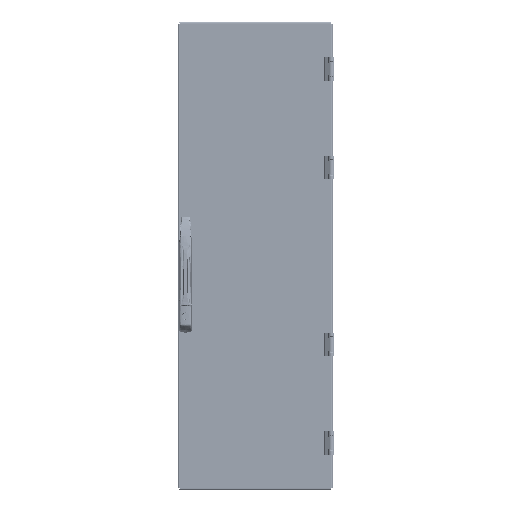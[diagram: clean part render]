
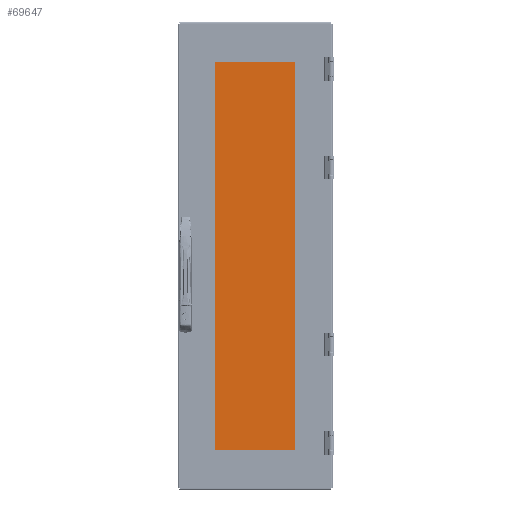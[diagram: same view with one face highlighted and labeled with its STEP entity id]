
A CAD part, top view. The second image highlights one B-rep face of the part: STEP entity #69647.
In plain terms, the highlighted planar face has unit normal (0, 0, 1).
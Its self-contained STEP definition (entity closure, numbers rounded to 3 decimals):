
#188 = LINE ( 'NONE', #53769, #36692 ) ;
#3139 = CARTESIAN_POINT ( 'NONE',  ( 123.25, -511.05, 4. ) ) ;
#6616 = VERTEX_POINT ( 'NONE', #37472 ) ;
#14537 = LINE ( 'NONE', #34709, #77440 ) ;
#15215 = LINE ( 'NONE', #23128, #53429 ) ;
#16578 = LINE ( 'NONE', #17906, #48280 ) ;
#17906 = CARTESIAN_POINT ( 'NONE',  ( -123.25, 511.05, 4. ) ) ;
#18641 = CARTESIAN_POINT ( 'NONE',  ( -123.25, -511.05, 4. ) ) ;
#21032 = ORIENTED_EDGE ( 'NONE', *, *, #40420, .T. ) ;
#23128 = CARTESIAN_POINT ( 'NONE',  ( -123.25, -511.05, 4. ) ) ;
#24512 = DIRECTION ( 'NONE',  ( -1., 0., 0. ) ) ;
#25804 = EDGE_CURVE ( 'NONE', #80474, #6616, #14537, .T. ) ;
#27501 = VERTEX_POINT ( 'NONE', #60123 ) ;
#34709 = CARTESIAN_POINT ( 'NONE',  ( 123.25, -511.05, 4. ) ) ;
#36692 = VECTOR ( 'NONE', #41848, 1000. ) ;
#37472 = CARTESIAN_POINT ( 'NONE',  ( 123.25, 511.05, 4. ) ) ;
#39513 = EDGE_CURVE ( 'NONE', #71376, #80474, #15215, .T. ) ;
#40420 = EDGE_CURVE ( 'NONE', #27501, #71376, #188, .T. ) ;
#41286 = CARTESIAN_POINT ( 'NONE',  ( 0., 0., 4. ) ) ;
#41848 = DIRECTION ( 'NONE',  ( 0., -1., 0. ) ) ;
#43357 = AXIS2_PLACEMENT_3D ( 'NONE', #41286, #69799, #76390 ) ;
#46678 = ORIENTED_EDGE ( 'NONE', *, *, #25804, .T. ) ;
#48280 = VECTOR ( 'NONE', #24512, 1000. ) ;
#49881 = DIRECTION ( 'NONE',  ( 1., 0., 0. ) ) ;
#53429 = VECTOR ( 'NONE', #49881, 1000. ) ;
#53769 = CARTESIAN_POINT ( 'NONE',  ( -123.25, -511.05, 4. ) ) ;
#55762 = FACE_OUTER_BOUND ( 'NONE', #81671, .T. ) ;
#57777 = ORIENTED_EDGE ( 'NONE', *, *, #39513, .T. ) ;
#60123 = CARTESIAN_POINT ( 'NONE',  ( -123.25, 511.05, 4. ) ) ;
#61584 = ORIENTED_EDGE ( 'NONE', *, *, #83176, .T. ) ;
#61903 = PLANE ( 'NONE',  #43357 ) ;
#62332 = DIRECTION ( 'NONE',  ( 0., 1., 0. ) ) ;
#69647 = ADVANCED_FACE ( 'NONE', ( #55762 ), #61903, .F. ) ;
#69799 = DIRECTION ( 'NONE',  ( 0., 0., -1. ) ) ;
#71376 = VERTEX_POINT ( 'NONE', #18641 ) ;
#76390 = DIRECTION ( 'NONE',  ( -1., 0., 0. ) ) ;
#77440 = VECTOR ( 'NONE', #62332, 1000. ) ;
#80474 = VERTEX_POINT ( 'NONE', #3139 ) ;
#81671 = EDGE_LOOP ( 'NONE', ( #46678, #61584, #21032, #57777 ) ) ;
#83176 = EDGE_CURVE ( 'NONE', #6616, #27501, #16578, .T. ) ;
